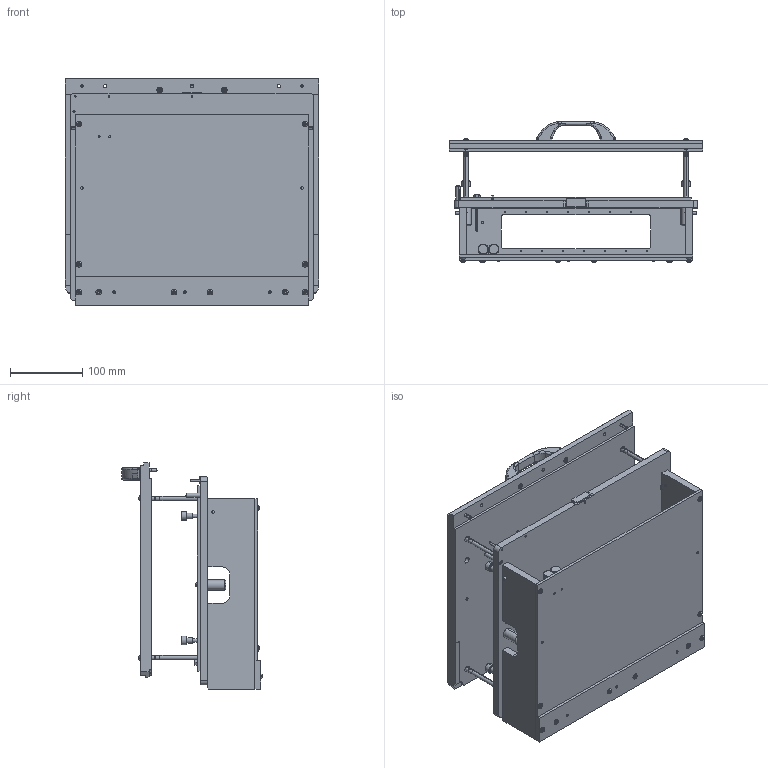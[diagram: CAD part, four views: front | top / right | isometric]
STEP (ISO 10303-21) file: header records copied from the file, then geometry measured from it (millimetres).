
FILE_DESCRIPTION (( 'STEP AP214' ), '1' );
FILE_NAME ('45903-KIT~1.STEP', '2019-09-17T13:58:34', ( '' ), ( '' ), 'SwSTEP 2.0', 'SolidWorks 2018', '' );
FILE_SCHEMA (( 'AUTOMOTIVE_DESIGN' ));
Length unit declared in the file: millimetre
Products named in the file (40): DIN7991~n_M03,0x006; 45711~1; 53731~0; 3917~3_M 3 A; 41369~1_S; 41367~5_S; KS-113-Master~-k-s_KS-113 23; DIN6325~n_03,0m6x024; 2393~0_S; 3699~0_zwei <Standard>; 45716~1_f〉 NSRL-Ausbau <S>; 44193~3_S; DIN125~n_03,2 M03,0; 45709~1_S; ISO7380~n_M03,0x006; 32293~0_S; 41880~3; 45712~1_S; DIN7979~n_04,0m6x020M3; 43627~0_Hub 22,5mm<Standard>; 32457~0_S; 46845~0_S; ISO7380~n_M04,0x020; DIN6325~n_04,0m6x016; 45901~3; DIN6325~n_03,0m6x016; 41899~3_flexiebel <S>; DIN6325~n_06,0m6x030; 46869~0_S; GKS-114-0015~-g-k-s_Hub = 08,0 <S>; DIN7991~n_M03,0x010 VA; 2229~6; 45903-KIT~1; ISO7380~n_M04,0x012; 2665~0_3 m6 x 10; 45715~3_S; DIN912~n_M03,0x012; 45902~2_ICT Stellung (kontaktiert) <S>; 45714~1_ohne Transportschrauben <S>; 2196~6
Assembly tree (87 placements, depth 4):
  45903-KIT~1
    45902~2_ICT Stellung (kontaktiert) <S>
      41899~3_flexiebel <S>
        KS-113-Master~-k-s_KS-113 23
        GKS-114-0015~-g-k-s_Hub = 08,0 <S>
        53731~0
        3917~3_M 3 A
      45901~3
      45709~1_S
      46845~0_S  x2
      45711~1
      44193~3_S
      45712~1_S
      43627~0_Hub 22,5mm<Standard>  x4
      2196~6  x2
      2229~6  x2
      46869~0_S  x4
      32293~0_S
      41880~3
      3699~0_zwei <Standard>
      ISO7380~n_M04,0x012  x20
      DIN7991~n_M03,0x006  x2
      DIN7991~n_M03,0x010 VA
      DIN6325~n_03,0m6x016
      DIN6325~n_03,0m6x024
      DIN6325~n_04,0m6x016  x8
      DIN6325~n_06,0m6x030
      41367~5_S  x2
      2665~0_3 m6 x 10
    45714~1_ohne Transportschrauben <S>
      45716~1_f〉 NSRL-Ausbau <S>
        32457~0_S
        DIN7979~n_04,0m6x020M3  x2
        ISO7380~n_M03,0x006  x2
        41369~1_S  x4
        ISO7380~n_M04,0x020  x4
        DIN912~n_M03,0x012  x2
        2393~0_S  x2
        DIN125~n_03,2 M03,0  x2
      45715~3_S
Bounding box: 350 x 194.2 x 313 mm (x, y, z)
Volume: 3655899 mm3; surface area: 952476.9 mm2
Topology: 93 solids, 93 shells, 3243 faces, 7597 edges, 4896 vertices
Faces by surface type: plane 1477, cylinder 1262, cone 268, torus 128, sphere 56, bspline 52
Entity records: 86309 total; most frequent: CARTESIAN_POINT 18523, DIRECTION 11534, ORIENTED_EDGE 10288, EDGE_CURVE 5144, AXIS2_PLACEMENT_3D 4290, VERTEX_POINT 3360, VECTOR 2954, LINE 2954
